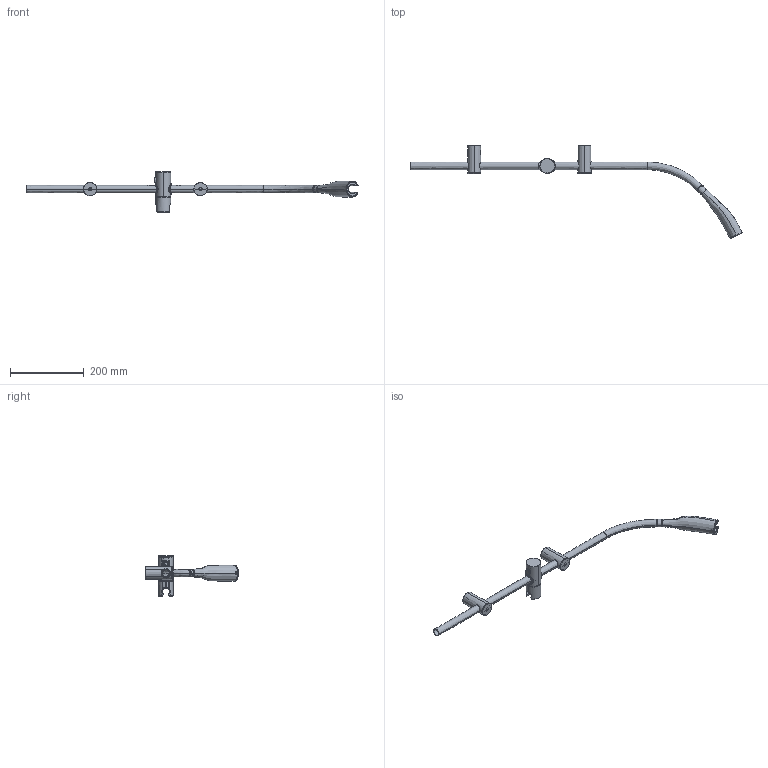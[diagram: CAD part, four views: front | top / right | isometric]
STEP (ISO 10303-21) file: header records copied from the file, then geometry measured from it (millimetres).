
FILE_DESCRIPTION((''),'2;1');
FILE_NAME('ZSAL197CR_ASM','2021-11-15T13:09:02',('ut3'),('PAFFONI SpA'),'CREO PARAMETRIC BY PTC INC, 2020044','CREO PARAMETRIC BY PTC INC, 2020044','');
FILE_SCHEMA(('CONFIG_CONTROL_DESIGN','SHAPE_APPEARANCE_LAYERS_GROUPS'));
Length unit declared in the file: millimetre
Products named in the file (29): M50540-016_3; M50380-030_1; M50380-032_2; M50520-011_2; M50520-015_1; M50520-033_2; M50520-012_1; MANIFOLD_SOLID_BREP_19072; MANIFOLD_SOLID_BREP_19235; M50540-013_1_ASM; M50380-025_1; M50540-013_ASM_2_ASM; 30100015_1; M50540-014_1000; M50540-001_ASM_1001_ASM; M50020-015_999; M50020-014_999; M50020-021_999; M50020-017_999; M50020-026_999; M50020-053_ASM_999_ASM; M50020-000_ASM_999_ASM; M50020-028_999; M40250-012_999; M50020-018_999; M50170-018_2; M50020-035_ASM_1001_ASM; 4071567CR_ASM; ZSAL197CR_ASM
Assembly tree (33 placements, depth 6):
  ZSAL197CR_ASM
    4071567CR_ASM
      M50540-016_3
      M50380-030_1
      M50380-032_2
      M50520-011_2  x2
      M50520-015_1  x2
      M50520-033_2  x2
      M50520-012_1  x2
      M50540-001_ASM_1001_ASM
        M50540-013_ASM_2_ASM
          M50540-013_1_ASM
            MANIFOLD_SOLID_BREP_19072
            MANIFOLD_SOLID_BREP_19235
          M50380-025_1
        30100015_1
        M50540-014_1000
      M50020-035_ASM_1001_ASM
        M50020-000_ASM_999_ASM
          M50020-015_999
          M50020-014_999
          M50020-021_999
          M50020-053_ASM_999_ASM
            M50020-017_999
            M50020-026_999
        M50020-028_999
        M40250-012_999
        M50020-018_999
        30100015_1
        M50170-018_2
Bounding box: 902.71 x 252.18 x 109.4 mm (x, y, z)
Volume: 240885.1 mm3; surface area: 271734.5 mm2
Topology: 26 solids, 27 shells, 1176 faces, 3194 edges, 2085 vertices
Faces by surface type: plane 430, cylinder 367, bspline 155, cone 97, torus 77, sphere 34, extrusion 12, revolution 4
Entity records: 52893 total; most frequent: CARTESIAN_POINT 27306, ORIENTED_EDGE 4814, DIRECTION 4132, EDGE_CURVE 2431, AXIS2_PLACEMENT_3D 1637, VERTEX_POINT 1624, PRESENTATION_STYLE_ASSIGNMENT 1085, STYLED_ITEM 1085
